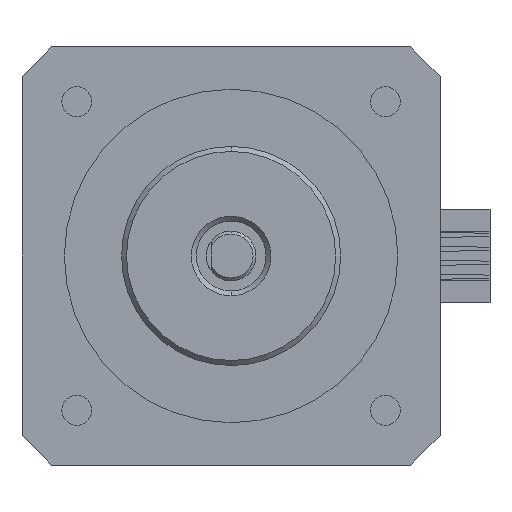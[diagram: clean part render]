
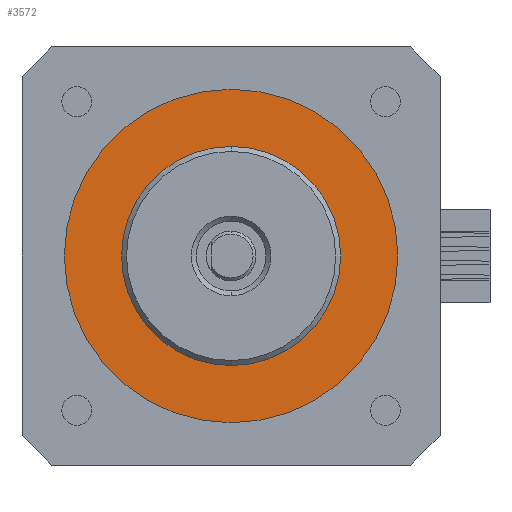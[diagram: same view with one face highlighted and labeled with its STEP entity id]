
A CAD part, left-side view. The second image highlights one B-rep face of the part: STEP entity #3572.
In plain terms, the highlighted planar face has unit normal (-1, 0, 0).
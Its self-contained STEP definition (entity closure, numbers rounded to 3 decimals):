
#80 = ORIENTED_EDGE ( 'NONE', *, *, #4449, .T. ) ;
#293 = CARTESIAN_POINT ( 'NONE',  ( -62.9, 0., 0. ) ) ;
#396 = ORIENTED_EDGE ( 'NONE', *, *, #7030, .T. ) ;
#399 = CARTESIAN_POINT ( 'NONE',  ( -62.9, 0., -16.75 ) ) ;
#530 = CARTESIAN_POINT ( 'NONE',  ( -62.9, 0., 0. ) ) ;
#662 = DIRECTION ( 'NONE',  ( -1., 0., 0. ) ) ;
#820 = CARTESIAN_POINT ( 'NONE',  ( -62.9, 0., 0. ) ) ;
#914 = AXIS2_PLACEMENT_3D ( 'NONE', #3228, #3601, #7111 ) ;
#933 = FACE_OUTER_BOUND ( 'NONE', #4856, .T. ) ;
#1310 = EDGE_LOOP ( 'NONE', ( #2670, #80 ) ) ;
#1313 = CARTESIAN_POINT ( 'NONE',  ( -62.9, 0., 0. ) ) ;
#1754 = CARTESIAN_POINT ( 'NONE',  ( -62.9, 0., 16.75 ) ) ;
#2080 = DIRECTION ( 'NONE',  ( 0., 0., 1. ) ) ;
#2384 = CIRCLE ( 'NONE', #6135, 3.5 ) ;
#2670 = ORIENTED_EDGE ( 'NONE', *, *, #7065, .T. ) ;
#3026 = CARTESIAN_POINT ( 'NONE',  ( -62.9, 0., 3.5 ) ) ;
#3068 = PLANE ( 'NONE',  #4112 ) ;
#3073 = VERTEX_POINT ( 'NONE', #1754 ) ;
#3146 = DIRECTION ( 'NONE',  ( -1., 0., 0. ) ) ;
#3228 = CARTESIAN_POINT ( 'NONE',  ( -62.9, 0., 0. ) ) ;
#3234 = CIRCLE ( 'NONE', #914, 16.75 ) ;
#3358 = DIRECTION ( 'NONE',  ( 1., 0., 0. ) ) ;
#3503 = CARTESIAN_POINT ( 'NONE',  ( -62.9, 0., -3.5 ) ) ;
#3527 = DIRECTION ( 'NONE',  ( 0., 0., 1. ) ) ;
#3572 = ADVANCED_FACE ( 'NONE', ( #933, #5851 ), #3068, .T. ) ;
#3601 = DIRECTION ( 'NONE',  ( -1., 0., 0. ) ) ;
#3882 = EDGE_CURVE ( 'NONE', #4413, #3073, #3990, .T. ) ;
#3990 = CIRCLE ( 'NONE', #5875, 16.75 ) ;
#4112 = AXIS2_PLACEMENT_3D ( 'NONE', #820, #3146, #7060 ) ;
#4413 = VERTEX_POINT ( 'NONE', #399 ) ;
#4449 = EDGE_CURVE ( 'NONE', #4515, #5043, #2384, .T. ) ;
#4515 = VERTEX_POINT ( 'NONE', #3503 ) ;
#4856 = EDGE_LOOP ( 'NONE', ( #396, #5322 ) ) ;
#5043 = VERTEX_POINT ( 'NONE', #3026 ) ;
#5322 = ORIENTED_EDGE ( 'NONE', *, *, #3882, .T. ) ;
#5323 = AXIS2_PLACEMENT_3D ( 'NONE', #293, #5971, #2080 ) ;
#5549 = DIRECTION ( 'NONE',  ( 0., 0., 1. ) ) ;
#5553 = CIRCLE ( 'NONE', #5323, 3.5 ) ;
#5851 = FACE_BOUND ( 'NONE', #1310, .T. ) ;
#5875 = AXIS2_PLACEMENT_3D ( 'NONE', #1313, #662, #3527 ) ;
#5971 = DIRECTION ( 'NONE',  ( 1., 0., 0. ) ) ;
#6135 = AXIS2_PLACEMENT_3D ( 'NONE', #530, #3358, #5549 ) ;
#7030 = EDGE_CURVE ( 'NONE', #3073, #4413, #3234, .T. ) ;
#7060 = DIRECTION ( 'NONE',  ( 0., 0., 1. ) ) ;
#7065 = EDGE_CURVE ( 'NONE', #5043, #4515, #5553, .T. ) ;
#7111 = DIRECTION ( 'NONE',  ( 0., 0., 1. ) ) ;
